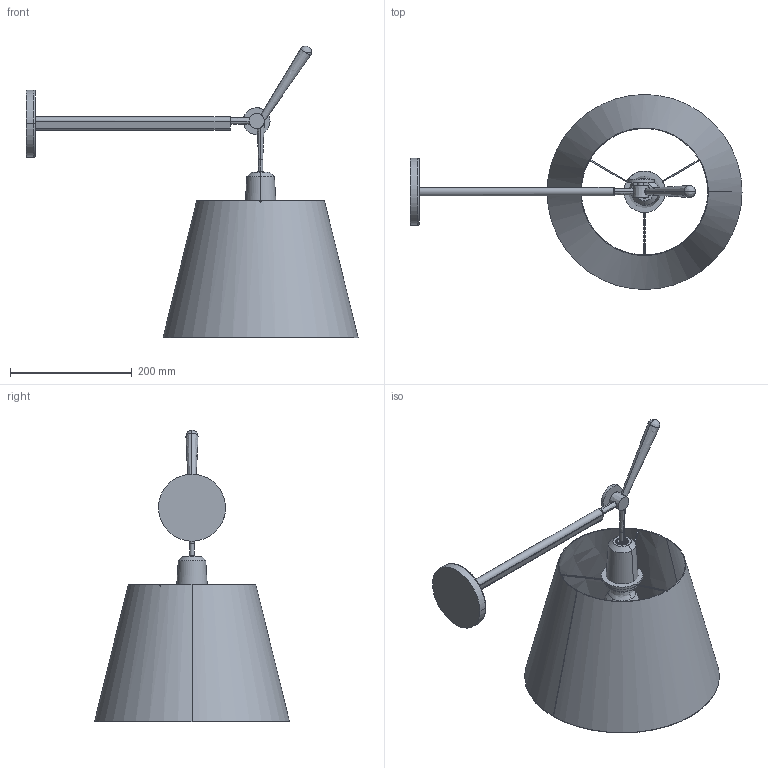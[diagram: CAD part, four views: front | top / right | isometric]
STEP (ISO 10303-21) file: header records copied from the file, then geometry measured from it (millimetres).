
FILE_DESCRIPTION(/* description */ (''),/* implementation_level */ '2;1');
FILE_NAME(/* name */ 'Tolomeo_Parete_Diffusore_32_3D',/* time_stamp */ '2011-11-14T12:49:27+01:00',/* author */ (''),/* organization */ (''),/* preprocessor_version */ 'ST-DEVELOPER v10',/* originating_system */ '',/* authorisation */ '');
FILE_SCHEMA (('CONFIG_CONTROL_DESIGN'));
Length unit declared in the file: millimetre
Products named in the file (1): 1
Bounding box: 545 x 319.99 x 479.06 mm (x, y, z)
Volume: 561573.1 mm3; surface area: 481677.2 mm2
Topology: 3 solids, 4 shells, 101 faces, 235 edges, 144 vertices
Faces by surface type: bspline 77, plane 24
Entity records: 5546 total; most frequent: CARTESIAN_POINT 4135, ORIENTED_EDGE 450, EDGE_CURVE 227, VERTEX_POINT 144, EDGE_LOOP 120, ADVANCED_FACE 101, FACE_OUTER_BOUND 101, B_SPLINE_CURVE_WITH_KNOTS 74
